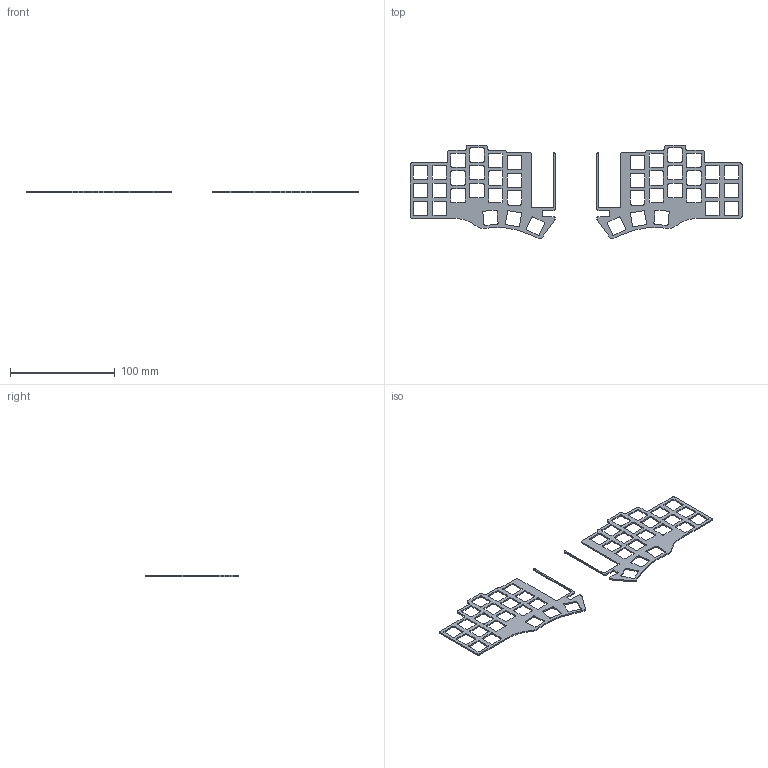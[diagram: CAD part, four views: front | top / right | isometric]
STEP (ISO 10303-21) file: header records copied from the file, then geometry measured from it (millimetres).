
FILE_DESCRIPTION(/* description */ (''),/* implementation_level */ '2;1');
FILE_NAME(/* name */ 'tabulatory-backplates.step',/* time_stamp */ '2023-07-05T22:29:58+02:00',/* author */ (''),/* organization */ (''),/* preprocessor_version */ 'ST-DEVELOPER v19.2',/* originating_system */ 'Autodesk Translation Framework v12.6.0.85',/* authorisation */ '');
FILE_SCHEMA (('AUTOMOTIVE_DESIGN { 1 0 10303 214 3 1 1 }'));
Length unit declared in the file: millimetre
Products named in the file (1): Backplates
Bounding box: 317.6 x 89.92 x 1.3 mm (x, y, z)
Volume: 11551.3 mm3; surface area: 22103.2 mm2
Topology: 2 solids, 2 shells, 426 faces, 1266 edges, 844 vertices
Faces by surface type: plane 218, cylinder 198, bspline 10
Entity records: 14876 total; most frequent: CARTESIAN_POINT 2947, ORIENTED_EDGE 2532, DIRECTION 2476, EDGE_CURVE 1266, LINE 850, VECTOR 850, VERTEX_POINT 844, AXIS2_PLACEMENT_3D 813
